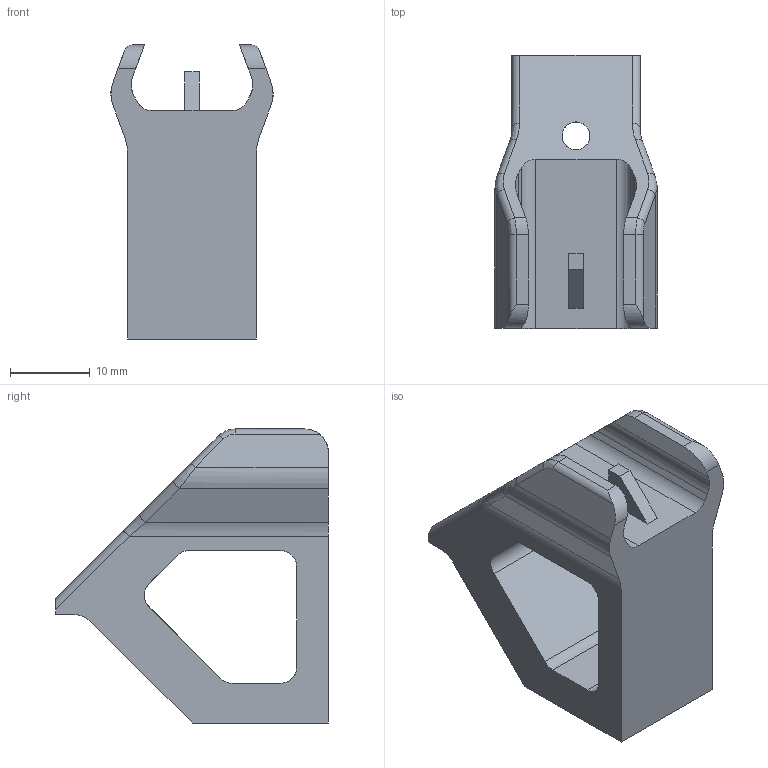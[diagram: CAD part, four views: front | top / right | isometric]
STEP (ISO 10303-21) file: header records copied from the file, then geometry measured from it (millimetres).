
FILE_DESCRIPTION(/* description */ (''),/* implementation_level */ '2;1');
FILE_NAME(/* name */ '4_Front_Sight_Post.step',/* time_stamp */ '2023-08-25T22:06:51+01:00',/* author */ (''),/* organization */ (''),/* preprocessor_version */ 'ST-DEVELOPER v20',/* originating_system */ 'Autodesk Translation Framework v12.9.0.99',/* authorisation */ '');
FILE_SCHEMA (('AUTOMOTIVE_DESIGN { 1 0 10303 214 3 1 1 }'));
Length unit declared in the file: millimetre
Products named in the file (1): 4. Front Sight Post
Bounding box: 20.39 x 34.32 x 36.97 mm (x, y, z)
Volume: 8214.8 mm3; surface area: 4878 mm2
Topology: 1 solids, 1 shells, 69 faces, 195 edges, 126 vertices
Faces by surface type: plane 33, cylinder 30, bspline 6
Full cylindrical faces by diameter (mm): 3 x1, 3.5 x1
Entity records: 2478 total; most frequent: CARTESIAN_POINT 604, ORIENTED_EDGE 390, DIRECTION 383, EDGE_CURVE 195, AXIS2_PLACEMENT_3D 130, VERTEX_POINT 126, LINE 123, VECTOR 123
